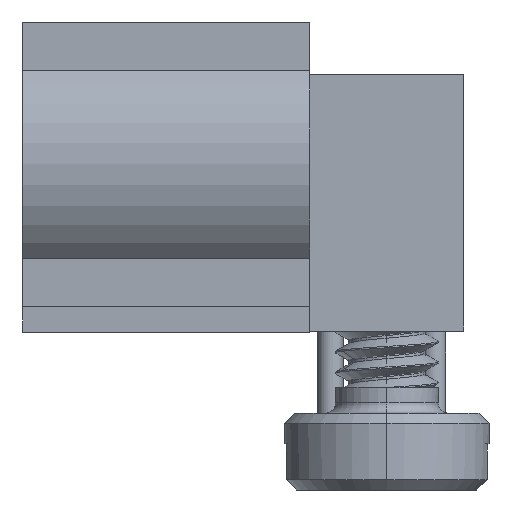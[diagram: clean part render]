
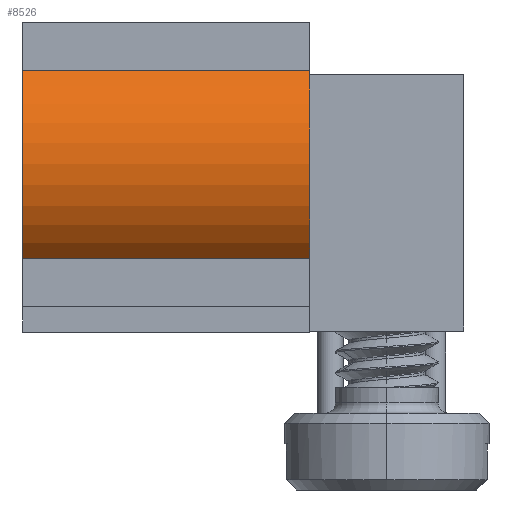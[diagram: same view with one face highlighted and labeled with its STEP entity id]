
A CAD part, left-side view. The second image highlights one B-rep face of the part: STEP entity #8526.
In plain terms, the highlighted cylindrical face has radius 2.5 mm (diameter 5 mm), a partial arc.
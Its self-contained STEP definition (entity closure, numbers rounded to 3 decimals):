
#81=CARTESIAN_POINT('',(-15.5,3.4,0.));
#82=DIRECTION('',(0.,-1.,0.));
#83=DIRECTION('',(-0.68,0.,0.733));
#84=AXIS2_PLACEMENT_3D('',#81,#82,#83);
#567=CARTESIAN_POINT('',(-15.5,-2.2,0.));
#568=DIRECTION('',(0.,-1.,0.));
#569=DIRECTION('',(-0.68,0.,0.733));
#570=AXIS2_PLACEMENT_3D('',#567,#568,#569);
#4224=DIRECTION('',(0.,-1.,0.));
#4225=VECTOR('',#4224,5.6);
#4226=CARTESIAN_POINT('',(-17.2,3.4,1.833));
#4227=LINE('',#4226,#4225);
#4231=DIRECTION('',(0.,-1.,0.));
#4232=VECTOR('',#4231,5.6);
#4233=CARTESIAN_POINT('',(-17.2,3.4,-1.833));
#4234=LINE('',#4233,#4232);
#4756=CARTESIAN_POINT('',(-17.2,3.4,1.833));
#4758=VERTEX_POINT('',#4756);
#4759=CARTESIAN_POINT('',(-17.2,3.4,-1.833));
#4760=VERTEX_POINT('',#4759);
#4765=CARTESIAN_POINT('',(-17.2,-2.2,1.833));
#4766=VERTEX_POINT('',#4765);
#4767=CARTESIAN_POINT('',(-17.2,-2.2,-1.833));
#4768=VERTEX_POINT('',#4767);
#8514=CARTESIAN_POINT('',(-15.5,3.4,0.));
#8515=DIRECTION('',(0.,-1.,0.));
#8516=DIRECTION('',(-1.,0.,0.));
#8517=AXIS2_PLACEMENT_3D('',#8514,#8515,#8516);
#8518=CYLINDRICAL_SURFACE('',#8517,2.5);
#8519=ORIENTED_EDGE('',*,*,#4992,.F.);
#8520=ORIENTED_EDGE('',*,*,#8509,.T.);
#8521=ORIENTED_EDGE('',*,*,#5314,.T.);
#8523=ORIENTED_EDGE('',*,*,#8522,.F.);
#8524=EDGE_LOOP('',(#8519,#8520,#8521,#8523));
#8525=FACE_OUTER_BOUND('',#8524,.F.);
#8526=ADVANCED_FACE('',(#8525),#8518,.T.);
#85=CIRCLE('',#84,2.5);
#571=CIRCLE('',#570,2.5);
#4992=EDGE_CURVE('',#4758,#4760,#85,.T.);
#5314=EDGE_CURVE('',#4766,#4768,#571,.T.);
#8509=EDGE_CURVE('',#4758,#4766,#4227,.T.);
#8522=EDGE_CURVE('',#4760,#4768,#4234,.T.);
